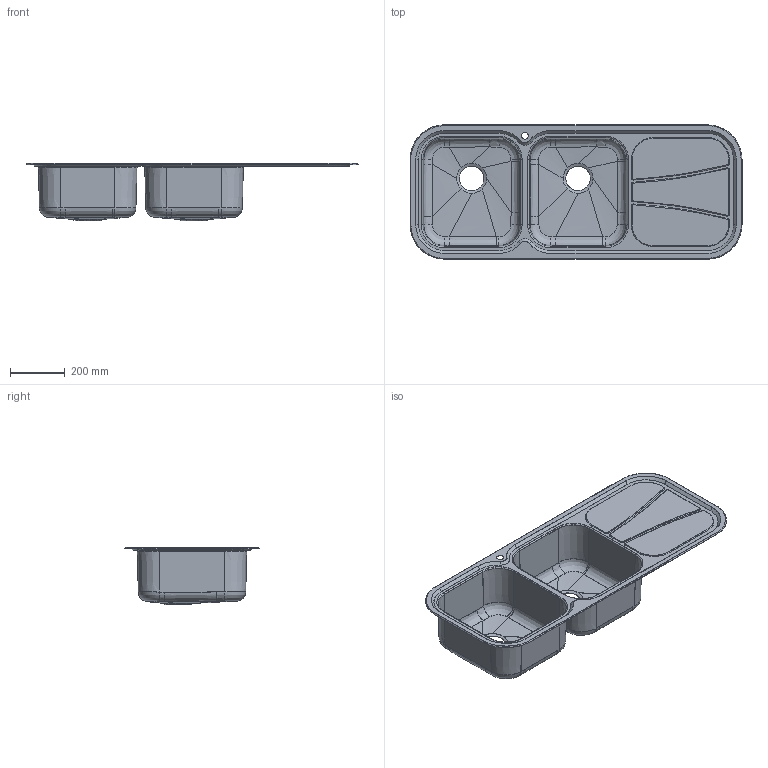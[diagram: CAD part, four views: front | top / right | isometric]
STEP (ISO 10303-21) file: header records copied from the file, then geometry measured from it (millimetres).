
FILE_DESCRIPTION(/* description */ (''),/* implementation_level */ '2;1');
FILE_NAME(/* name */ '1211LH',/* time_stamp */ '2020-03-09T12:08:17+08:00',/* author */ (''),/* organization */ (''),/* preprocessor_version */ 'ST-DEVELOPER v9',/* originating_system */ 'UGS - NX 4.0',/* authorisation */ '');
FILE_SCHEMA (('AUTOMOTIVE_DESIGN { 1 0 10303 214 1 1 1 1 }'));
Length unit declared in the file: millimetre
Products named in the file (1): Admi6435wim8
Bounding box: 1211 x 490 x 210 mm (x, y, z)
Volume: 1037860.4 mm3; surface area: 2085789.2 mm2
Topology: 1 solids, 1 shells, 276 faces, 752 edges, 489 vertices
Faces by surface type: bspline 160, plane 65, cylinder 17, cone 16, torus 16, extrusion 2
Full cylindrical faces by diameter (mm): 25 x1
Entity records: 15732 total; most frequent: CARTESIAN_POINT 10298, ORIENTED_EDGE 1480, EDGE_CURVE 740, DIRECTION 647, VERTEX_POINT 484, B_SPLINE_CURVE_WITH_KNOTS 320, EDGE_LOOP 300, ADVANCED_FACE 276
